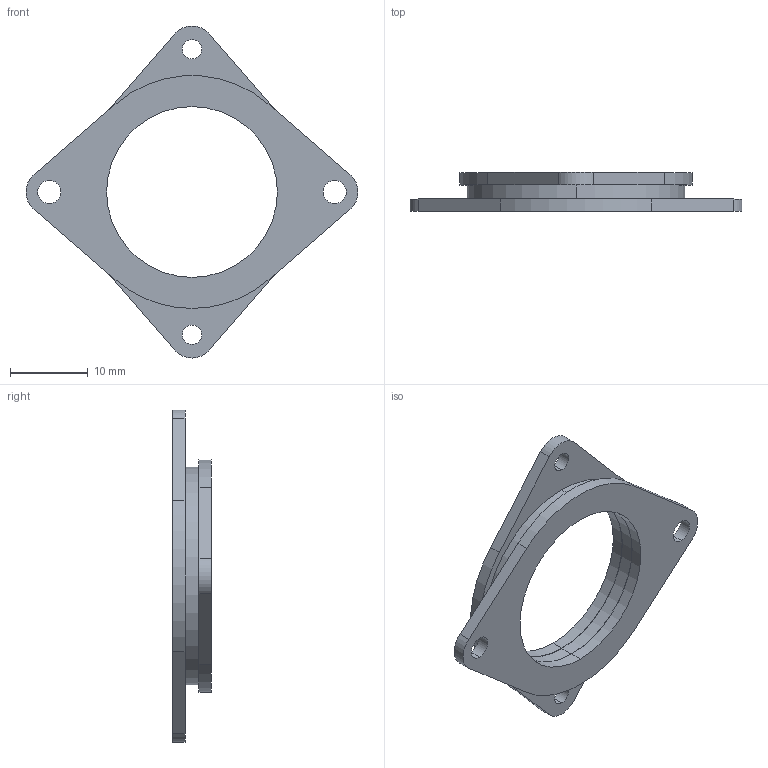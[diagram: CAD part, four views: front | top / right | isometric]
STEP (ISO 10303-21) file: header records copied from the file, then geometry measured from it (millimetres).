
FILE_DESCRIPTION (( 'STEP AP214' ), '1' );
FILE_NAME ('4696325000016.STEP', '2016-10-27T07:00:34', ( 'Windows' ), ( 'Microsoft' ), 'SwSTEP 2.0', 'SolidWorks 2012', '' );
FILE_SCHEMA (( 'AUTOMOTIVE_DESIGN' ));
Length unit declared in the file: millimetre
Products named in the file (1): 4696325000016
Bounding box: 42.77 x 5 x 42.77 mm (x, y, z)
Volume: 1841.3 mm3; surface area: 2222.6 mm2
Topology: 1 solids, 1 shells, 40 faces, 102 edges, 68 vertices
Faces by surface type: cylinder 26, plane 14
Entity records: 1732 total; most frequent: DIRECTION 236, CARTESIAN_POINT 211, ORIENTED_EDGE 204, EDGE_CURVE 102, AXIS2_PLACEMENT_3D 93, VERTEX_POINT 68, EDGE_LOOP 54, CIRCLE 52
